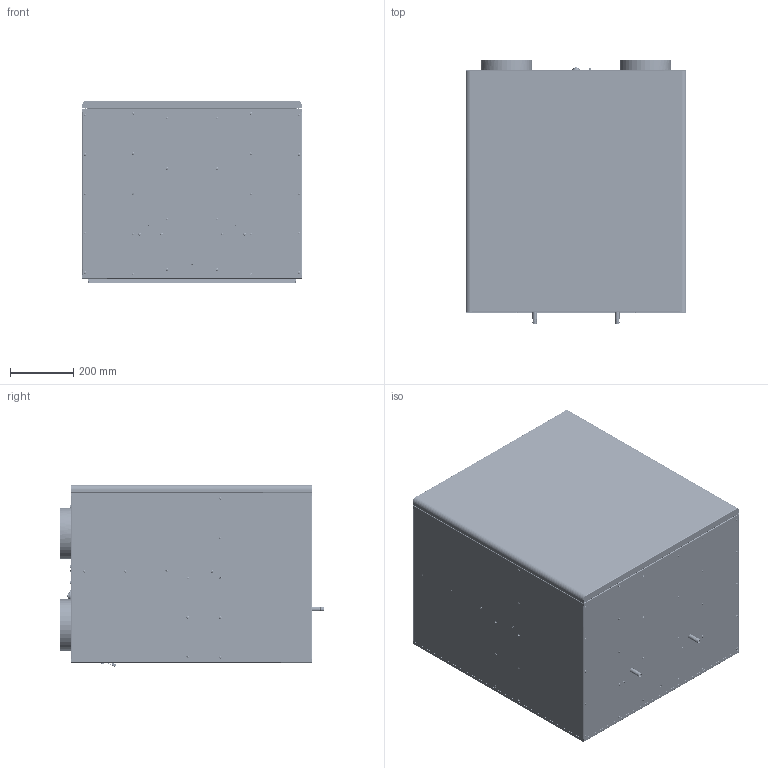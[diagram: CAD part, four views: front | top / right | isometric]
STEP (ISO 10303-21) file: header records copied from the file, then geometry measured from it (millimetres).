
FILE_DESCRIPTION(('CATIA V5 STEP Exchange','CAx-IF Rec.Pracs.--- Model Styling and Organization---1.4--- 2014-01-23','CAx-IF Rec.Pracs.---3D Tessellated Data Validation Properties---0.5---2014-09-14'),'2;1');
FILE_NAME('STEP_AIR112000_250_-_TST.stp','2021-05-07T14:03:17+00:00',('none'),('none'),'CATIA Version 5-6 Release 2019 SP3','CATIA V5 STEP AP242 v1','none');
FILE_SCHEMA(('AP242_MANAGED_MODEL_BASED_3D_ENGINEERING_MIM_LF {1 0 10303 442 1 1 4}'));
Products named in the file (1): AIR112000 250 - TST
Bounding box: 700 x 838.9 x 577.57 mm (x, y, z)
Volume: 3397830.2 mm3; surface area: 7517642.2 mm2
Topology: 4 solids, 20 shells, 5964 faces, 13887 edges, 8554 vertices
Faces by surface type: cylinder 2431, plane 1879, torus 1418, cone 196, bspline 40
Entity records: 172473 total; most frequent: CARTESIAN_POINT 48758, ORIENTED_EDGE 27678, DIRECTION 19843, EDGE_CURVE 13839, AXIS2_PLACEMENT_3D 10768, VERTEX_POINT 8554, EDGE_LOOP 7023, CIRCLE 6710
